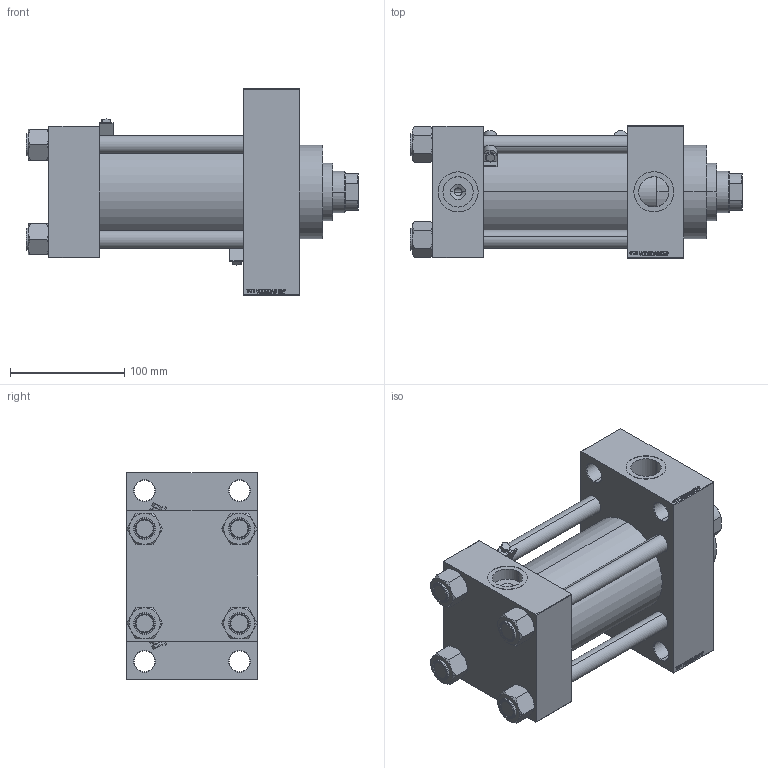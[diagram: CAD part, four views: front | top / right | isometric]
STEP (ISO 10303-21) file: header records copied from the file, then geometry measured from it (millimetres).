
FILE_DESCRIPTION (( 'STEP AP203' ), '1' );
FILE_NAME ('d712.STEP', '2024-03-18T12:38:33', ( '' ), ( '' ), 'SwSTEP 2.0', 'SolidWorks 2019', '' );
FILE_SCHEMA (( 'CONFIG_CONTROL_DESIGN' ));
Length unit declared in the file: millimetre
Products named in the file (7): V215CR_D_TYCINKA 998f0d4b4bb651b584ce687ee1e46908; V215CR_D_Body 998f0d4b4bb651b584ce687ee1e46908; MSRF_MSRG1 998f0d4b4bb651b584ce687ee1e46908; NUT_M5_D 998f0d4b4bb651b584ce687ee1e46908; d712; V215CR_VCP_D 998f0d4b4bb651b584ce687ee1e46908; V215_VC_A 998f0d4b4bb651b584ce687ee1e46908
Assembly tree (13 placements, depth 2):
  d712
    V215CR_D_Body 998f0d4b4bb651b584ce687ee1e46908
    V215CR_VCP_D 998f0d4b4bb651b584ce687ee1e46908
    NUT_M5_D 998f0d4b4bb651b584ce687ee1e46908  x4
    V215CR_D_TYCINKA 998f0d4b4bb651b584ce687ee1e46908  x4
    V215_VC_A 998f0d4b4bb651b584ce687ee1e46908
    MSRF_MSRG1 998f0d4b4bb651b584ce687ee1e46908  x2
Bounding box: 290 x 115 x 180 mm (x, y, z)
Volume: 2143402 mm3; surface area: 351443 mm2
Topology: 13 solids, 13 shells, 1215 faces, 3053 edges, 1981 vertices
Faces by surface type: plane 581, bspline 368, cone 142, cylinder 116, torus 8
Entity records: 48747 total; most frequent: CARTESIAN_POINT 25395, ORIENTED_EDGE 5220, DIRECTION 3416, EDGE_CURVE 2610, VERTEX_POINT 1711, VECTOR 1576, LINE 1576, EDGE_LOOP 1161
